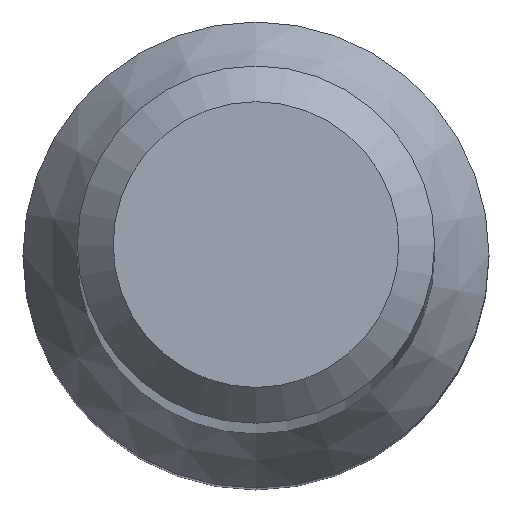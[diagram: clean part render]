
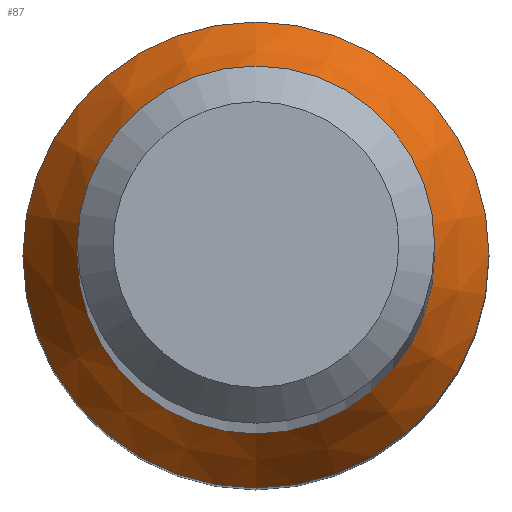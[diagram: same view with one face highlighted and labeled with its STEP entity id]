
A CAD part, top view. The second image highlights one B-rep face of the part: STEP entity #87.
In plain terms, the highlighted conical face has half-angle 30 degrees and reference radius 2.609 mm.
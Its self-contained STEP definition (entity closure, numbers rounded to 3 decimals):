
#2 = FACE_OUTER_BOUND ( 'NONE', #49, .T. ) ;
#6 = ORIENTED_EDGE ( 'NONE', *, *, #135, .T. ) ;
#11 = VERTEX_POINT ( 'NONE', #168 ) ;
#14 = AXIS2_PLACEMENT_3D ( 'NONE', #216, #218, #132 ) ;
#27 = CIRCLE ( 'NONE', #14, 2.609 ) ;
#30 = CIRCLE ( 'NONE', #190, 2. ) ;
#49 = EDGE_LOOP ( 'NONE', ( #227 ) ) ;
#69 = DIRECTION ( 'NONE',  ( 0., 1., 0. ) ) ;
#82 = CARTESIAN_POINT ( 'NONE',  ( 0., 2.609, 12.937 ) ) ;
#87 = ADVANCED_FACE ( 'NONE', ( #130, #2 ), #117, .T. ) ;
#96 = CARTESIAN_POINT ( 'NONE',  ( 0., 0., 12.937 ) ) ;
#114 = AXIS2_PLACEMENT_3D ( 'NONE', #96, #172, #243 ) ;
#117 = CONICAL_SURFACE ( 'NONE', #114, 2.609, 0.524 ) ;
#118 = EDGE_LOOP ( 'NONE', ( #6 ) ) ;
#130 = FACE_BOUND ( 'NONE', #118, .T. ) ;
#132 = DIRECTION ( 'NONE',  ( 0., 1., 0. ) ) ;
#134 = CARTESIAN_POINT ( 'NONE',  ( 0., 0., 13.992 ) ) ;
#135 = EDGE_CURVE ( 'NONE', #11, #11, #30, .T. ) ;
#168 = CARTESIAN_POINT ( 'NONE',  ( 0., 2., 13.992 ) ) ;
#170 = EDGE_CURVE ( 'NONE', #181, #181, #27, .T. ) ;
#172 = DIRECTION ( 'NONE',  ( 0., 0., -1. ) ) ;
#181 = VERTEX_POINT ( 'NONE', #82 ) ;
#190 = AXIS2_PLACEMENT_3D ( 'NONE', #134, #223, #69 ) ;
#216 = CARTESIAN_POINT ( 'NONE',  ( 0., 0., 12.937 ) ) ;
#218 = DIRECTION ( 'NONE',  ( 0., 0., -1. ) ) ;
#223 = DIRECTION ( 'NONE',  ( 0., 0., -1. ) ) ;
#227 = ORIENTED_EDGE ( 'NONE', *, *, #170, .F. ) ;
#243 = DIRECTION ( 'NONE',  ( 0., 1., 0. ) ) ;
